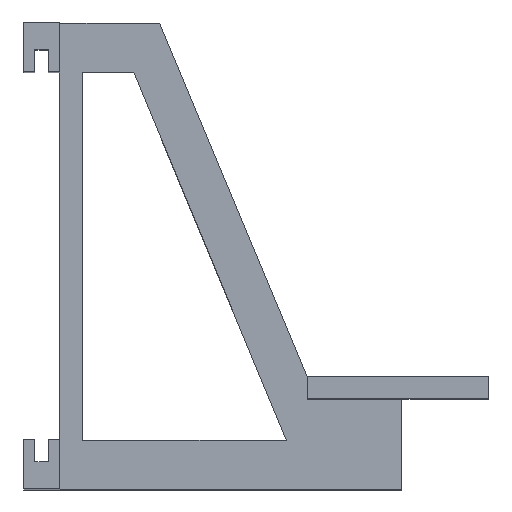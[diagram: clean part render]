
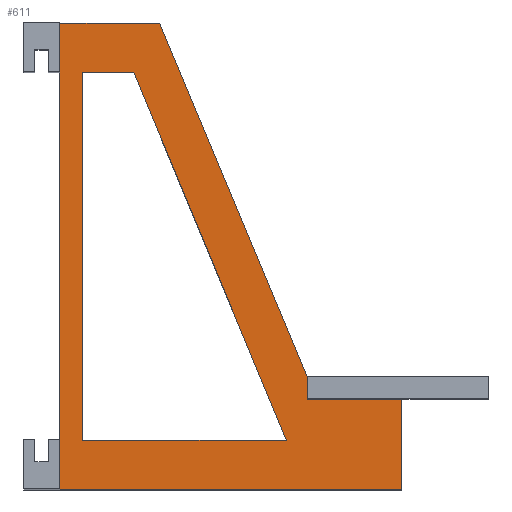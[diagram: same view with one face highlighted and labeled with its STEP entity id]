
A CAD part, top view. The second image highlights one B-rep face of the part: STEP entity #611.
In plain terms, the highlighted planar face has unit normal (0, 0, 1).
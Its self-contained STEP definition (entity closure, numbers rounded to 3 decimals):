
#15=FACE_BOUND('',#54,.T.);
#21=FACE_OUTER_BOUND('',#53,.T.);
#53=EDGE_LOOP('',(#419,#420,#421,#422,#423,#424,#425,#426,#427));
#54=EDGE_LOOP('',(#428,#429,#430,#431));
#83=LINE('',#842,#170);
#94=LINE('',#864,#181);
#96=LINE('',#868,#183);
#97=LINE('',#870,#184);
#98=LINE('',#872,#185);
#99=LINE('',#874,#186);
#100=LINE('',#876,#187);
#101=LINE('',#878,#188);
#102=LINE('',#879,#189);
#103=LINE('',#882,#190);
#104=LINE('',#884,#191);
#105=LINE('',#886,#192);
#106=LINE('',#887,#193);
#170=VECTOR('',#689,10.);
#181=VECTOR('',#706,10.);
#183=VECTOR('',#710,10.);
#184=VECTOR('',#711,10.);
#185=VECTOR('',#712,10.);
#186=VECTOR('',#713,10.);
#187=VECTOR('',#714,10.);
#188=VECTOR('',#715,10.);
#189=VECTOR('',#716,10.);
#190=VECTOR('',#717,10.);
#191=VECTOR('',#718,10.);
#192=VECTOR('',#719,10.);
#193=VECTOR('',#720,10.);
#257=VERTEX_POINT('',#840);
#258=VERTEX_POINT('',#841);
#266=VERTEX_POINT('',#863);
#267=VERTEX_POINT('',#867);
#268=VERTEX_POINT('',#869);
#269=VERTEX_POINT('',#871);
#270=VERTEX_POINT('',#873);
#271=VERTEX_POINT('',#875);
#272=VERTEX_POINT('',#877);
#273=VERTEX_POINT('',#880);
#274=VERTEX_POINT('',#881);
#275=VERTEX_POINT('',#883);
#276=VERTEX_POINT('',#885);
#314=EDGE_CURVE('',#257,#258,#83,.T.);
#325=EDGE_CURVE('',#258,#266,#94,.T.);
#327=EDGE_CURVE('',#266,#267,#96,.T.);
#328=EDGE_CURVE('',#267,#268,#97,.T.);
#329=EDGE_CURVE('',#269,#268,#98,.T.);
#330=EDGE_CURVE('',#269,#270,#99,.T.);
#331=EDGE_CURVE('',#271,#270,#100,.T.);
#332=EDGE_CURVE('',#271,#272,#101,.T.);
#333=EDGE_CURVE('',#272,#257,#102,.T.);
#334=EDGE_CURVE('',#273,#274,#103,.T.);
#335=EDGE_CURVE('',#274,#275,#104,.T.);
#336=EDGE_CURVE('',#275,#276,#105,.T.);
#337=EDGE_CURVE('',#276,#273,#106,.T.);
#419=ORIENTED_EDGE('',*,*,#314,.T.);
#420=ORIENTED_EDGE('',*,*,#325,.T.);
#421=ORIENTED_EDGE('',*,*,#327,.T.);
#422=ORIENTED_EDGE('',*,*,#328,.T.);
#423=ORIENTED_EDGE('',*,*,#329,.F.);
#424=ORIENTED_EDGE('',*,*,#330,.T.);
#425=ORIENTED_EDGE('',*,*,#331,.F.);
#426=ORIENTED_EDGE('',*,*,#332,.T.);
#427=ORIENTED_EDGE('',*,*,#333,.T.);
#428=ORIENTED_EDGE('',*,*,#334,.T.);
#429=ORIENTED_EDGE('',*,*,#335,.T.);
#430=ORIENTED_EDGE('',*,*,#336,.T.);
#431=ORIENTED_EDGE('',*,*,#337,.T.);
#579=PLANE('',#657);
#611=ADVANCED_FACE('',(#21,#15),#579,.T.);
#657=AXIS2_PLACEMENT_3D('',#866,#708,#709);
#689=DIRECTION('',(-1.,0.,0.));
#706=DIRECTION('',(0.,1.,0.));
#708=DIRECTION('center_axis',(0.,0.,1.));
#709=DIRECTION('ref_axis',(1.,0.,0.));
#710=DIRECTION('',(-0.385,0.923,0.));
#711=DIRECTION('',(-1.,0.,0.));
#712=DIRECTION('',(0.,1.,0.));
#713=DIRECTION('',(0.,-1.,0.));
#714=DIRECTION('',(0.,1.,0.));
#715=DIRECTION('',(1.,0.,0.));
#716=DIRECTION('',(0.,1.,0.));
#717=DIRECTION('',(0.384,-0.923,0.));
#718=DIRECTION('',(-1.,0.,0.));
#719=DIRECTION('',(0.,1.,0.));
#720=DIRECTION('',(1.,0.,0.));
#840=CARTESIAN_POINT('',(39.488,-10.,10.));
#841=CARTESIAN_POINT('',(18.579,-10.,10.));
#842=CARTESIAN_POINT('',(18.162,-10.,10.));
#863=CARTESIAN_POINT('',(18.579,-5.,10.));
#864=CARTESIAN_POINT('',(18.579,8.25,10.));
#866=CARTESIAN_POINT('Origin',(-2.256,21.5,10.));
#867=CARTESIAN_POINT('',(-13.972,73.,10.));
#868=CARTESIAN_POINT('',(18.579,-5.,10.));
#869=CARTESIAN_POINT('',(-36.,73.,10.));
#870=CARTESIAN_POINT('',(-36.,73.,10.));
#871=CARTESIAN_POINT('',(-36.,62.,10.));
#872=CARTESIAN_POINT('',(-36.,47.25,10.));
#873=CARTESIAN_POINT('',(-36.,-19.,10.));
#874=CARTESIAN_POINT('',(-36.,-30.,10.));
#875=CARTESIAN_POINT('',(-36.,-30.,10.));
#876=CARTESIAN_POINT('',(-36.,1.25,10.));
#877=CARTESIAN_POINT('',(39.488,-30.,10.));
#878=CARTESIAN_POINT('',(39.488,-30.,10.));
#879=CARTESIAN_POINT('',(39.488,-30.,10.));
#880=CARTESIAN_POINT('',(-19.658,62.,10.));
#881=CARTESIAN_POINT('',(14.,-19.,10.));
#882=CARTESIAN_POINT('',(14.,-19.,10.));
#883=CARTESIAN_POINT('',(-31.,-19.,10.));
#884=CARTESIAN_POINT('',(-31.,-19.,10.));
#885=CARTESIAN_POINT('',(-31.,62.,10.));
#886=CARTESIAN_POINT('',(-31.,62.,10.));
#887=CARTESIAN_POINT('',(-19.658,62.,10.));
